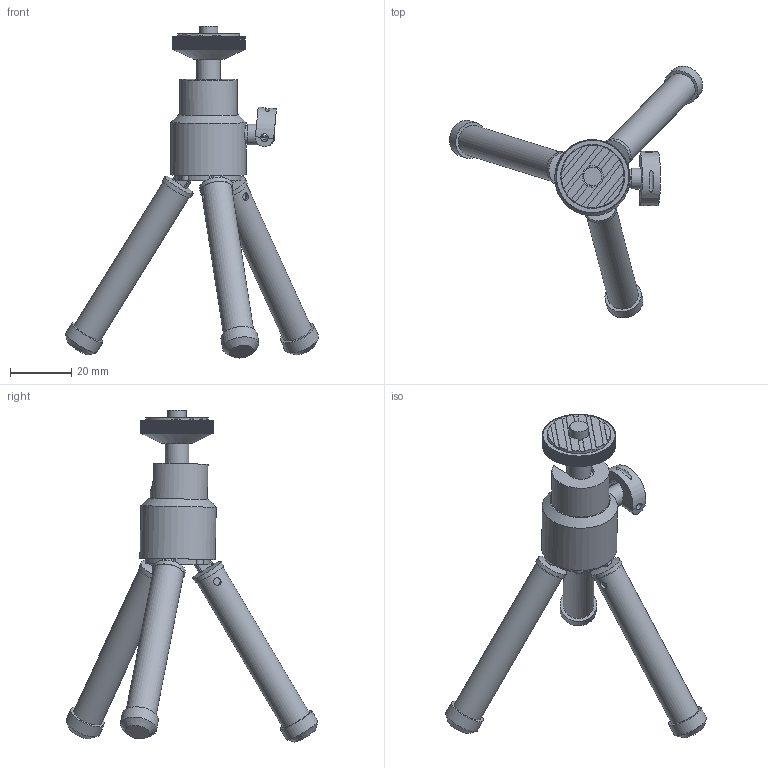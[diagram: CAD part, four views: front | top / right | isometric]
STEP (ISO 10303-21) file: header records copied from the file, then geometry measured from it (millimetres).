
FILE_DESCRIPTION(/* description */ (''),/* implementation_level */ '2;1');
FILE_NAME(/* name */ 'Small-Tripod.step',/* time_stamp */ '2023-03-13T20:10:26-07:00',/* author */ (''),/* organization */ (''),/* preprocessor_version */ 'ST-DEVELOPER v19.2',/* originating_system */ 'Autodesk Translation Framework v11.17.0.187',/* authorisation */ '');
FILE_SCHEMA (('AUTOMOTIVE_DESIGN { 1 0 10303 214 3 1 1 }'));
Length unit declared in the file: millimetre
Products named in the file (18): smallest-tripod; Klemmscheibe; Sicherungsblech; Exzenterachse; Griff; Kugelgelenkachse; Kugelgelenkhülse; Gehäusehülse; Rändelmutter; Gummiauflage; Kugelgelenkbuchse; Schlitzscheibe 1; DIN 3771 - 2,5 x 1,8 - N - NBR 70(1); Bein; Fußschutz; Fußgelenkstück; Stift; Fußrohr
Assembly tree (20 placements, depth 3):
  smallest-tripod
    Klemmscheibe
    Schlitzscheibe 1  x2
    Sicherungsblech
    Exzenterachse
    Griff
    Kugelgelenkachse
    Kugelgelenkhülse
    Gehäusehülse
    Rändelmutter
    Gummiauflage
    Kugelgelenkbuchse
    DIN 3771 - 2,5 x 1,8 - N - NBR 70(1)
    Bein  x3
      Fußschutz
      Fußgelenkstück
      Stift
      Fußrohr
Bounding box: 83.01 x 82.55 x 108.84 mm (x, y, z)
Volume: 21994.9 mm3; surface area: 27227 mm2
Topology: 25 solids, 25 shells, 812 faces, 2214 edges, 1458 vertices
Faces by surface type: plane 634, cylinder 118, cone 28, torus 13, sphere 13, bspline 6
Full cylindrical faces by diameter (mm): 2 x3, 2.5 x11, 2.8 x2, 3 x1, 4 x1, 4.1 x2, 4.4 x1, 4.8 x1, 5 x1, 6 x5, 6.2 x1, 6.8 x1, 7 x1, 7.8 x1, 8 x6, 10 x6, 10.8 x3, 11.9 x1, 12 x3, 12.2 x1, 18.8 x1, 19 x1, 19.1 x1, 19.7 x1, 20 x1, 20.5 x1, 21 x2, 21.5 x1, 24.7 x1
Entity records: 22963 total; most frequent: CARTESIAN_POINT 5572, ORIENTED_EDGE 3940, DIRECTION 3118, EDGE_CURVE 1970, VERTEX_POINT 1308, LINE 1212, VECTOR 1212, AXIS2_PLACEMENT_3D 953
